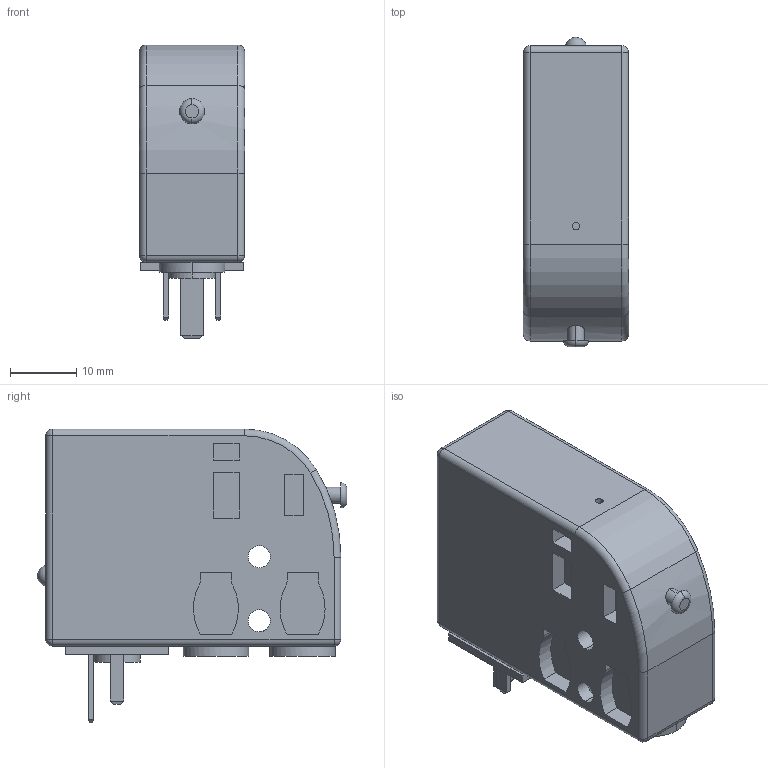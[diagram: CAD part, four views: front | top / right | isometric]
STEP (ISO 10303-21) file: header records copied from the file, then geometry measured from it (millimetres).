
FILE_DESCRIPTION (( 'STEP AP214' ), '1' );
FILE_NAME ('BVS-32C2-12D.STEP', '2014-06-19T17:06:11', ( '' ), ( '' ), 'SwSTEP 2.0', 'SolidWorks 2013', '' );
FILE_SCHEMA (( 'AUTOMOTIVE_DESIGN' ));
Length unit declared in the file: inch
Products named in the file (1): BVS-32C2-12D
Bounding box: 15.85 x 46.63 x 44.27 mm (x, y, z)
Volume: 20969.8 mm3; surface area: 7099.4 mm2
Topology: 2 solids, 2 shells, 204 faces, 501 edges, 314 vertices
Faces by surface type: plane 135, cylinder 56, sphere 7, torus 6
Entity records: 6271 total; most frequent: CARTESIAN_POINT 1051, DIRECTION 1032, ORIENTED_EDGE 984, EDGE_CURVE 492, VECTOR 358, LINE 358, AXIS2_PLACEMENT_3D 337, VERTEX_POINT 312
